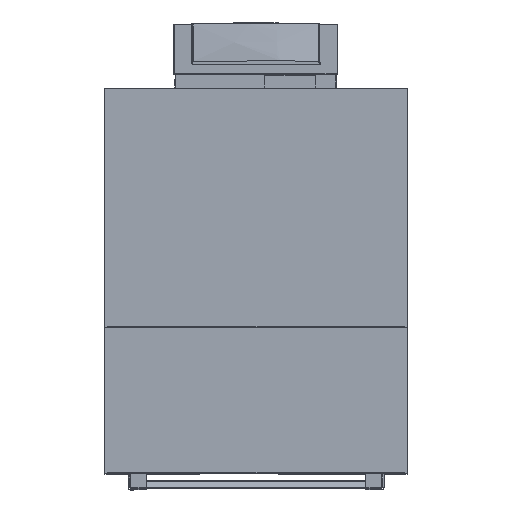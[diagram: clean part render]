
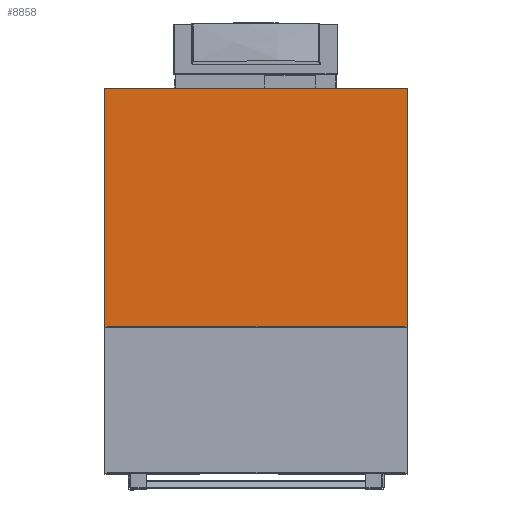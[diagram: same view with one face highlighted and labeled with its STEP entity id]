
A CAD part, top view. The second image highlights one B-rep face of the part: STEP entity #8858.
In plain terms, the highlighted planar face has unit normal (0, 0, 1).
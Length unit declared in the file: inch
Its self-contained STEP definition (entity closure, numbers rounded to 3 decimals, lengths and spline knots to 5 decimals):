
#450=PLANE('',#9638);
#671=FACE_OUTER_BOUND('',#918,.T.);
#918=EDGE_LOOP('',(#7541,#7542,#7543,#7544,#7545,#7546,#7547,#7548));
#1413=LINE('',#17215,#2785);
#1414=LINE('',#17217,#2786);
#1415=LINE('',#17219,#2787);
#1416=LINE('',#17221,#2788);
#1417=LINE('',#17223,#2789);
#1418=LINE('',#17225,#2790);
#1419=LINE('',#17227,#2791);
#1420=LINE('',#17228,#2792);
#2785=VECTOR('',#10404,0.35433);
#2786=VECTOR('',#10405,0.03937);
#2787=VECTOR('',#10406,41.5748);
#2788=VECTOR('',#10407,0.03937);
#2789=VECTOR('',#10408,0.35433);
#2790=VECTOR('',#10409,33.34646);
#2791=VECTOR('',#10410,42.28346);
#2792=VECTOR('',#10411,33.34646);
#4350=VERTEX_POINT('',#17213);
#4351=VERTEX_POINT('',#17214);
#4352=VERTEX_POINT('',#17216);
#4353=VERTEX_POINT('',#17218);
#4354=VERTEX_POINT('',#17220);
#4355=VERTEX_POINT('',#17222);
#4356=VERTEX_POINT('',#17224);
#4357=VERTEX_POINT('',#17226);
#5914=EDGE_CURVE('',#4350,#4351,#1413,.T.);
#5915=EDGE_CURVE('',#4351,#4352,#1414,.T.);
#5916=EDGE_CURVE('',#4353,#4352,#1415,.T.);
#5917=EDGE_CURVE('',#4353,#4354,#1416,.T.);
#5918=EDGE_CURVE('',#4354,#4355,#1417,.T.);
#5919=EDGE_CURVE('',#4356,#4355,#1418,.T.);
#5920=EDGE_CURVE('',#4357,#4356,#1419,.T.);
#5921=EDGE_CURVE('',#4350,#4357,#1420,.T.);
#7541=ORIENTED_EDGE('',*,*,#5914,.T.);
#7542=ORIENTED_EDGE('',*,*,#5915,.T.);
#7543=ORIENTED_EDGE('',*,*,#5916,.F.);
#7544=ORIENTED_EDGE('',*,*,#5917,.T.);
#7545=ORIENTED_EDGE('',*,*,#5918,.T.);
#7546=ORIENTED_EDGE('',*,*,#5919,.F.);
#7547=ORIENTED_EDGE('',*,*,#5920,.F.);
#7548=ORIENTED_EDGE('',*,*,#5921,.F.);
#8858=ADVANCED_FACE('',(#671),#450,.T.);
#9638=AXIS2_PLACEMENT_3D('',#17212,#10402,#10403);
#10402=DIRECTION('center_axis',(0.,0.,
1.));
#10403=DIRECTION('ref_axis',(1.,0.,0.));
#10404=DIRECTION('',(1.,0.,0.));
#10405=DIRECTION('',(0.,1.,0.));
#10406=DIRECTION('',(-1.,0.,0.));
#10407=DIRECTION('',(0.,-1.,0.));
#10408=DIRECTION('',(1.,0.,0.));
#10409=DIRECTION('',(0.,-1.,0.));
#10410=DIRECTION('',(1.,0.,0.));
#10411=DIRECTION('',(0.,1.,0.));
#17212=CARTESIAN_POINT('Origin',(-3.24311,56.02362,23.67992));
#17213=CARTESIAN_POINT('',(-3.24311,22.67717,23.67992));
#17214=CARTESIAN_POINT('',(-2.88878,22.67717,23.67992));
#17215=CARTESIAN_POINT('',(-3.24311,22.67717,23.67992));
#17216=CARTESIAN_POINT('',(-2.88878,22.71654,23.67992));
#17217=CARTESIAN_POINT('',(-2.88878,22.67717,23.67992));
#17218=CARTESIAN_POINT('',(38.68602,22.71654,23.67992));
#17219=CARTESIAN_POINT('',(38.68602,22.71654,23.67992));
#17220=CARTESIAN_POINT('',(38.68602,22.67717,23.67992));
#17221=CARTESIAN_POINT('',(38.68602,22.71654,23.67992));
#17222=CARTESIAN_POINT('',(39.04035,22.67717,23.67992));
#17223=CARTESIAN_POINT('',(38.68602,22.67717,23.67992));
#17224=CARTESIAN_POINT('',(39.04035,56.02362,23.67992));
#17225=CARTESIAN_POINT('',(39.04035,56.02362,23.67992));
#17226=CARTESIAN_POINT('',(-3.24311,56.02362,23.67992));
#17227=CARTESIAN_POINT('',(-3.24311,56.02362,23.67992));
#17228=CARTESIAN_POINT('',(-3.24311,22.67717,23.67992));
